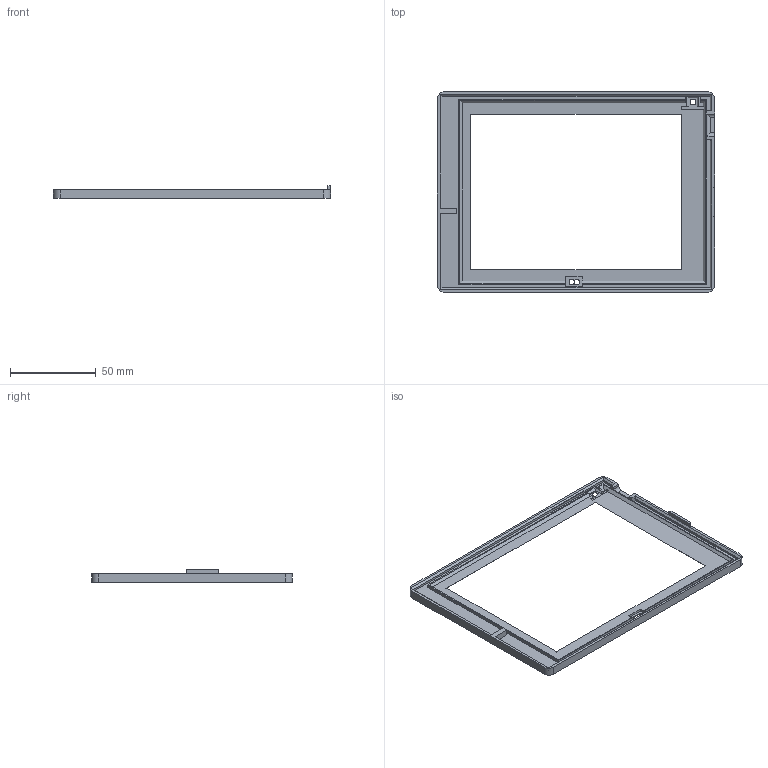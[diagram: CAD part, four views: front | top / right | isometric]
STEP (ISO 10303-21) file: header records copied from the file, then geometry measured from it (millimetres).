
FILE_DESCRIPTION(/* description */ ('','CAx-IF Rec.Pracs.---Representation and Presentation of Product Manufacturing Information (PMI)---4.0---2014-10-13'),/* implementation_level */ '2;1');
FILE_NAME(/* name */ 'Inkplate 6 Motion Top (C-1).step',/* time_stamp */ '2025-02-18T08:11:24+01:00',/* author */ (''),/* organization */ (''),/* preprocessor_version */ 'ST-DEVELOPER v20',/* originating_system */ 'Autodesk Translation Framework v13.20.0.188',/* authorisation */ '');
FILE_SCHEMA (('AP242_MANAGED_MODEL_BASED_3D_ENGINEERING_MIM_LF { 1 0 10303 442 1 1 4 }'));
Length unit declared in the file: millimetre
Products named in the file (1): Inkplate 6 Motion Top (C-1)
Bounding box: 161.43 x 116.8 x 7.4 mm (x, y, z)
Volume: 16465.6 mm3; surface area: 22169.1 mm2
Topology: 2 solids, 2 shells, 141 faces, 387 edges, 252 vertices
Faces by surface type: plane 117, cylinder 22, cone 2
Entity records: 4449 total; most frequent: CARTESIAN_POINT 789, ORIENTED_EDGE 774, DIRECTION 715, EDGE_CURVE 387, LINE 335, VECTOR 335, VERTEX_POINT 252, AXIS2_PLACEMENT_3D 190
